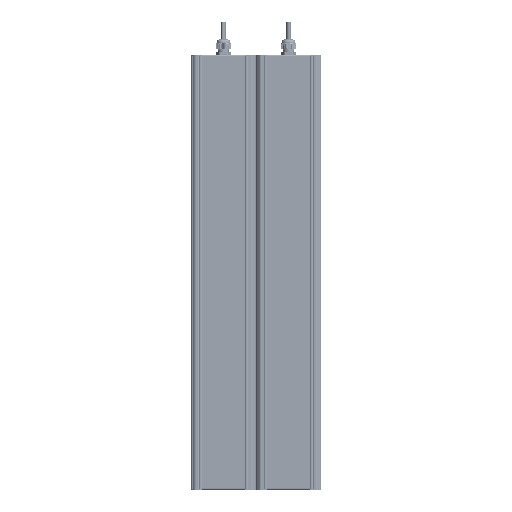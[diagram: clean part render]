
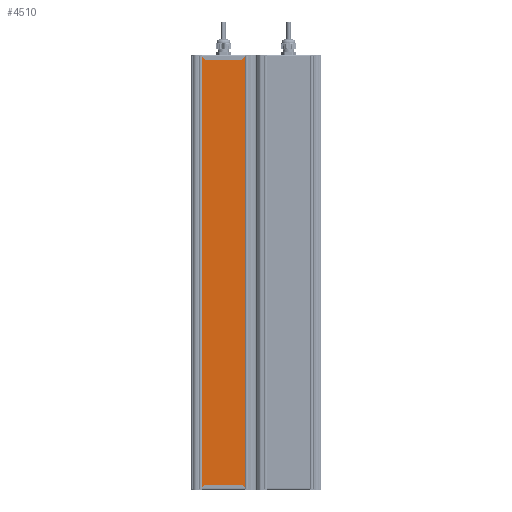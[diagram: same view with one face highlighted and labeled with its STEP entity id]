
A CAD part, front view. The second image highlights one B-rep face of the part: STEP entity #4510.
In plain terms, the highlighted face is planar.
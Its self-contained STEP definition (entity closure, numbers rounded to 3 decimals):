
#4510=ADVANCED_FACE('',(#16122),#16124,.T.);
#16122=FACE_BOUND('',#16123,.T.);
#16123=EDGE_LOOP('',(#45514,#45515,#45516,#45517));
#16124=PLANE('',#16125);
#16125=AXIS2_PLACEMENT_3D('',#16126,#16127,#16128);
#16126=CARTESIAN_POINT('',(120.465,593.492,117.308));
#16127=DIRECTION('',(0.,0.,-1.));
#16128=DIRECTION('',(0.,1.,0.));
#45514=ORIENTED_EDGE('',*,*,#53654,.T.);
#45515=ORIENTED_EDGE('',*,*,#53656,.F.);
#45516=ORIENTED_EDGE('',*,*,#53657,.F.);
#45517=ORIENTED_EDGE('',*,*,#53658,.T.);
#53654=EDGE_CURVE('',#60059,#60057,#60060,.T.);
#53656=EDGE_CURVE('',#60062,#60057,#60063,.T.);
#53657=EDGE_CURVE('',#60064,#60062,#60065,.T.);
#53658=EDGE_CURVE('',#60064,#60059,#60066,.T.);
#60057=VERTEX_POINT('',#80167);
#60059=VERTEX_POINT('',#80171);
#60060=LINE('',#80172,#80173);
#60062=VERTEX_POINT('',#80178);
#60063=LINE('',#80179,#80180);
#60064=VERTEX_POINT('',#80182);
#60065=LINE('',#80183,#80184);
#60066=LINE('',#80186,#80187);
#80167=CARTESIAN_POINT('',(641.465,679.838,117.308));
#80171=CARTESIAN_POINT('',(-104.535,679.838,117.308));
#80172=CARTESIAN_POINT('',(-104.535,679.838,117.308));
#80173=VECTOR('',#80174,1.);
#80174=DIRECTION('',(1.,0.,0.));
#80178=CARTESIAN_POINT('',(641.465,593.492,117.308));
#80179=CARTESIAN_POINT('',(641.465,593.492,117.308));
#80180=VECTOR('',#80181,1.);
#80181=DIRECTION('',(0.,1.,0.));
#80182=CARTESIAN_POINT('',(-104.535,593.492,117.308));
#80183=CARTESIAN_POINT('',(-104.535,593.492,117.308));
#80184=VECTOR('',#80185,1.);
#80185=DIRECTION('',(1.,0.,0.));
#80186=CARTESIAN_POINT('',(-104.535,593.492,117.308));
#80187=VECTOR('',#80188,1.);
#80188=DIRECTION('',(0.,1.,0.));
